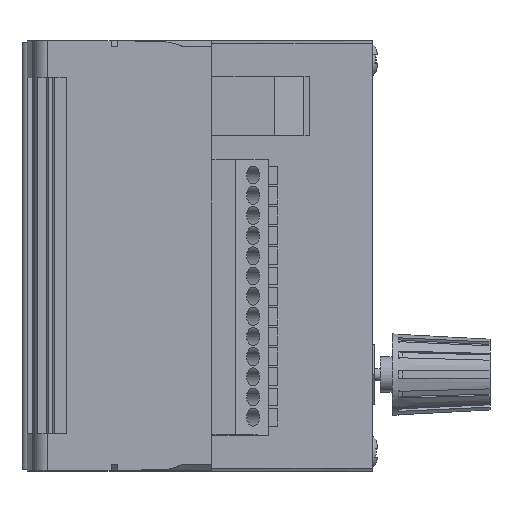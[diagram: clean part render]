
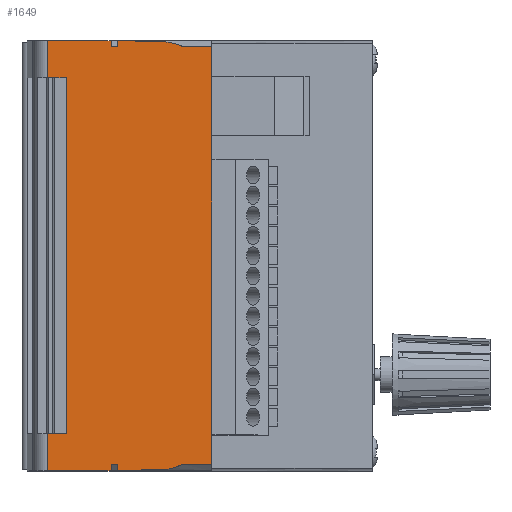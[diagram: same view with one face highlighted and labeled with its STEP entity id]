
A CAD part, top view. The second image highlights one B-rep face of the part: STEP entity #1649.
In plain terms, the highlighted planar face has unit normal (0, 0, 1).
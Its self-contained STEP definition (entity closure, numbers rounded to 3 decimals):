
#1649 = ADVANCED_FACE( '', ( #3557 ), #3558, .F. );
#3557 = FACE_OUTER_BOUND( '', #5710, .T. );
#3558 = PLANE( '', #5711 );
#5710 = EDGE_LOOP( '', ( #11100, #11101, #11102, #11103, #11104, #11105, #11106, #11107, #11108, #11109, #11110, #11111, #11112, #11113, #11114, #11115, #11116, #11117, #11118, #11119 ) );
#5711 = AXIS2_PLACEMENT_3D( '', #11120, #11121, #11122 );
#11100 = ORIENTED_EDGE( '', *, *, #13354, .F. );
#11101 = ORIENTED_EDGE( '', *, *, #15240, .T. );
#11102 = ORIENTED_EDGE( '', *, *, #13522, .F. );
#11103 = ORIENTED_EDGE( '', *, *, #13401, .T. );
#11104 = ORIENTED_EDGE( '', *, *, #13358, .F. );
#11105 = ORIENTED_EDGE( '', *, *, #15062, .F. );
#11106 = ORIENTED_EDGE( '', *, *, #15241, .T. );
#11107 = ORIENTED_EDGE( '', *, *, #15242, .F. );
#11108 = ORIENTED_EDGE( '', *, *, #14834, .T. );
#11109 = ORIENTED_EDGE( '', *, *, #15243, .F. );
#11110 = ORIENTED_EDGE( '', *, *, #15244, .F. );
#11111 = ORIENTED_EDGE( '', *, *, #15245, .F. );
#11112 = ORIENTED_EDGE( '', *, *, #15246, .F. );
#11113 = ORIENTED_EDGE( '', *, *, #13841, .F. );
#11114 = ORIENTED_EDGE( '', *, *, #14394, .F. );
#11115 = ORIENTED_EDGE( '', *, *, #15247, .F. );
#11116 = ORIENTED_EDGE( '', *, *, #13425, .T. );
#11117 = ORIENTED_EDGE( '', *, *, #15047, .T. );
#11118 = ORIENTED_EDGE( '', *, *, #14397, .F. );
#11119 = ORIENTED_EDGE( '', *, *, #15103, .T. );
#11120 = CARTESIAN_POINT( '', ( 13.832, -36.25, 37.75 ) );
#11121 = DIRECTION( '', ( 0., 0., -1. ) );
#11122 = DIRECTION( '', ( -1., 0., 0. ) );
#13354 = EDGE_CURVE( '', #16111, #16113, #16114, .T. );
#13358 = EDGE_CURVE( '', #16119, #16121, #16122, .T. );
#13401 = EDGE_CURVE( '', #16195, #16121, #16196, .T. );
#13425 = EDGE_CURVE( '', #16237, #16235, #16238, .T. );
#13522 = EDGE_CURVE( '', #16195, #16401, #16403, .T. );
#13841 = EDGE_CURVE( '', #16948, #16949, #16950, .T. );
#14394 = EDGE_CURVE( '', #17832, #16948, #17834, .F. );
#14397 = EDGE_CURVE( '', #17837, #17839, #17840, .F. );
#14834 = EDGE_CURVE( '', #18441, #18453, #18455, .T. );
#15047 = EDGE_CURVE( '', #16235, #17839, #18742, .F. );
#15062 = EDGE_CURVE( '', #18760, #16119, #18761, .T. );
#15103 = EDGE_CURVE( '', #17837, #16113, #18810, .T. );
#15240 = EDGE_CURVE( '', #16111, #16401, #18984, .F. );
#15241 = EDGE_CURVE( '', #18760, #18985, #18986, .T. );
#15242 = EDGE_CURVE( '', #18441, #18985, #18987, .T. );
#15243 = EDGE_CURVE( '', #18988, #18453, #18989, .T. );
#15244 = EDGE_CURVE( '', #18990, #18988, #18991, .T. );
#15245 = EDGE_CURVE( '', #18992, #18990, #18993, .T. );
#15246 = EDGE_CURVE( '', #16949, #18992, #18994, .T. );
#15247 = EDGE_CURVE( '', #16237, #17832, #18995, .T. );
#16111 = VERTEX_POINT( '', #20434 );
#16113 = VERTEX_POINT( '', #20455 );
#16114 = LINE( '', #20456, #20457 );
#16119 = VERTEX_POINT( '', #20466 );
#16121 = VERTEX_POINT( '', #20471 );
#16122 = LINE( '', #20472, #20473 );
#16195 = VERTEX_POINT( '', #20576 );
#16196 = LINE( '', #20577, #20578 );
#16235 = VERTEX_POINT( '', #20637 );
#16237 = VERTEX_POINT( '', #20640 );
#16238 = LINE( '', #20641, #20642 );
#16401 = VERTEX_POINT( '', #20874 );
#16403 = LINE( '', #20877, #20878 );
#16948 = VERTEX_POINT( '', #21902 );
#16949 = VERTEX_POINT( '', #21903 );
#16950 = LINE( '', #21904, #21905 );
#17832 = VERTEX_POINT( '', #23695 );
#17834 = LINE( '', #23700, #23701 );
#17837 = VERTEX_POINT( '', #23705 );
#17839 = VERTEX_POINT( '', #23710 );
#17840 = LINE( '', #23711, #23712 );
#18441 = VERTEX_POINT( '', #24932 );
#18453 = VERTEX_POINT( '', #24951 );
#18455 = LINE( '', #24954, #24955 );
#18742 = B_SPLINE_CURVE_WITH_KNOTS( '', 3, ( #25456, #25457, #25458, #25459, #25460, #25461, #25462 ), .UNSPECIFIED., .F., .F., ( 4, 1, 1, 1, 4 ), ( 0.027, 0.251, 0.361, 0.668, 1. ), .UNSPECIFIED. );
#18760 = VERTEX_POINT( '', #25491 );
#18761 = LINE( '', #25492, #25493 );
#18810 = LINE( '', #25572, #25573 );
#18984 = B_SPLINE_CURVE_WITH_KNOTS( '', 3, ( #25835, #25836, #25837, #25838, #25839, #25840, #25841 ), .UNSPECIFIED., .F., .F., ( 4, 1, 1, 1, 4 ), ( 0., 0.332, 0.639, 0.749, 0.973 ), .UNSPECIFIED. );
#18985 = VERTEX_POINT( '', #25842 );
#18986 = LINE( '', #25843, #25844 );
#18987 = LINE( '', #25845, #25846 );
#18988 = VERTEX_POINT( '', #25847 );
#18989 = LINE( '', #25848, #25849 );
#18990 = VERTEX_POINT( '', #25850 );
#18991 = LINE( '', #25851, #25852 );
#18992 = VERTEX_POINT( '', #25853 );
#18993 = LINE( '', #25854, #25855 );
#18994 = LINE( '', #25856, #25857 );
#18995 = LINE( '', #25858, #25859 );
#20434 = CARTESIAN_POINT( '', ( 8.973, 35.207, 37.75 ) );
#20455 = CARTESIAN_POINT( '', ( 13.832, 35.207, 37.75 ) );
#20456 = CARTESIAN_POINT( '', ( -3.168, 35.207, 37.75 ) );
#20457 = VECTOR( '', #26802, 1000. );
#20466 = CARTESIAN_POINT( '', ( -3.168, 35.207, 37.75 ) );
#20471 = CARTESIAN_POINT( '', ( -2.075, 35.207, 37.75 ) );
#20472 = CARTESIAN_POINT( '', ( -3.168, 35.207, 37.75 ) );
#20473 = VECTOR( '', #26804, 1000. );
#20576 = CARTESIAN_POINT( '', ( -2., 36.223, 37.75 ) );
#20577 = CARTESIAN_POINT( '', ( -2.185, 33.717, 37.75 ) );
#20578 = VECTOR( '', #26850, 1000. );
#20637 = CARTESIAN_POINT( '', ( -1.9, -36.22, 37.75 ) );
#20640 = CARTESIAN_POINT( '', ( -2., -36.223, 37.75 ) );
#20641 = CARTESIAN_POINT( '', ( -1.9, -36.22, 37.75 ) );
#20642 = VECTOR( '', #26869, 1000. );
#20874 = CARTESIAN_POINT( '', ( -1.9, 36.22, 37.75 ) );
#20877 = CARTESIAN_POINT( '', ( -1.9, 36.22, 37.75 ) );
#20878 = VECTOR( '', #26961, 1000. );
#21902 = CARTESIAN_POINT( '', ( -3.168, -35.207, 37.75 ) );
#21903 = CARTESIAN_POINT( '', ( -3.168, -36.25, 37.75 ) );
#21904 = CARTESIAN_POINT( '', ( -3.168, -36.25, 37.75 ) );
#21905 = VECTOR( '', #27230, 1000. );
#23695 = CARTESIAN_POINT( '', ( -2.075, -35.207, 37.75 ) );
#23700 = CARTESIAN_POINT( '', ( -3.168, -35.207, 37.75 ) );
#23701 = VECTOR( '', #27680, 1000. );
#23705 = CARTESIAN_POINT( '', ( 13.832, -35.207, 37.75 ) );
#23710 = CARTESIAN_POINT( '', ( 8.973, -35.207, 37.75 ) );
#23711 = CARTESIAN_POINT( '', ( -3.168, -35.207, 37.75 ) );
#23712 = VECTOR( '', #27682, 1000. );
#24932 = CARTESIAN_POINT( '', ( -13.832, 30., 37.75 ) );
#24951 = CARTESIAN_POINT( '', ( -10.726, 30., 37.75 ) );
#24954 = CARTESIAN_POINT( '', ( 13.832, 30., 37.75 ) );
#24955 = VECTOR( '', #28033, 1000. );
#25456 = CARTESIAN_POINT( '', ( 8.973, -35.207, 37.75 ) );
#25457 = CARTESIAN_POINT( '', ( 8.134, -35.541, 37.75 ) );
#25458 = CARTESIAN_POINT( '', ( 7.023, -35.949, 37.75 ) );
#25459 = CARTESIAN_POINT( '', ( 4.584, -36.148, 37.75 ) );
#25460 = CARTESIAN_POINT( '', ( 1.713, -36.086, 37.75 ) );
#25461 = CARTESIAN_POINT( '', ( -0.52, -36.179, 37.75 ) );
#25462 = CARTESIAN_POINT( '', ( -1.9, -36.22, 37.75 ) );
#25491 = CARTESIAN_POINT( '', ( -3.168, 36.25, 37.75 ) );
#25492 = CARTESIAN_POINT( '', ( -3.168, -36.25, 37.75 ) );
#25493 = VECTOR( '', #28238, 1000. );
#25572 = CARTESIAN_POINT( '', ( 13.832, -36.25, 37.75 ) );
#25573 = VECTOR( '', #28265, 1000. );
#25835 = CARTESIAN_POINT( '', ( -1.9, 36.22, 37.75 ) );
#25836 = CARTESIAN_POINT( '', ( -0.52, 36.179, 37.75 ) );
#25837 = CARTESIAN_POINT( '', ( 1.713, 36.086, 37.75 ) );
#25838 = CARTESIAN_POINT( '', ( 4.584, 36.148, 37.75 ) );
#25839 = CARTESIAN_POINT( '', ( 7.023, 35.949, 37.75 ) );
#25840 = CARTESIAN_POINT( '', ( 8.134, 35.541, 37.75 ) );
#25841 = CARTESIAN_POINT( '', ( 8.973, 35.207, 37.75 ) );
#25842 = CARTESIAN_POINT( '', ( -13.832, 36.25, 37.75 ) );
#25843 = CARTESIAN_POINT( '', ( 13.832, 36.25, 37.75 ) );
#25844 = VECTOR( '', #28381, 1000. );
#25845 = CARTESIAN_POINT( '', ( -13.832, -36.25, 37.75 ) );
#25846 = VECTOR( '', #28382, 1000. );
#25847 = CARTESIAN_POINT( '', ( -10.726, -30., 37.75 ) );
#25848 = CARTESIAN_POINT( '', ( -10.726, -30., 37.75 ) );
#25849 = VECTOR( '', #28383, 1000. );
#25850 = CARTESIAN_POINT( '', ( -13.832, -30., 37.75 ) );
#25851 = CARTESIAN_POINT( '', ( 13.832, -30., 37.75 ) );
#25852 = VECTOR( '', #28384, 1000. );
#25853 = CARTESIAN_POINT( '', ( -13.832, -36.25, 37.75 ) );
#25854 = CARTESIAN_POINT( '', ( -13.832, -36.25, 37.75 ) );
#25855 = VECTOR( '', #28385, 1000. );
#25856 = CARTESIAN_POINT( '', ( 13.832, -36.25, 37.75 ) );
#25857 = VECTOR( '', #28386, 1000. );
#25858 = CARTESIAN_POINT( '', ( -2., -36.22, 37.75 ) );
#25859 = VECTOR( '', #28387, 1000. );
#26802 = DIRECTION( '', ( 1., 0., 0. ) );
#26804 = DIRECTION( '', ( 1., 0., 0. ) );
#26850 = DIRECTION( '', ( -0.074, -0.997, 0. ) );
#26869 = DIRECTION( '', ( 1., 0.029, 0. ) );
#26961 = DIRECTION( '', ( 1., -0.029, 0. ) );
#27230 = DIRECTION( '', ( 0., -1., 0. ) );
#27680 = DIRECTION( '', ( 1., 0., 0. ) );
#27682 = DIRECTION( '', ( 1., 0., 0. ) );
#28033 = DIRECTION( '', ( 1., 0., 0. ) );
#28238 = DIRECTION( '', ( 0., -1., 0. ) );
#28265 = DIRECTION( '', ( 0., 1., 0. ) );
#28381 = DIRECTION( '', ( -1., 0., 0. ) );
#28382 = DIRECTION( '', ( 0., 1., 0. ) );
#28383 = DIRECTION( '', ( 0., 1., 0. ) );
#28384 = DIRECTION( '', ( 1., 0., 0. ) );
#28385 = DIRECTION( '', ( 0., 1., 0. ) );
#28386 = DIRECTION( '', ( -1., 0., 0. ) );
#28387 = DIRECTION( '', ( -0.074, 0.997, 0. ) );
